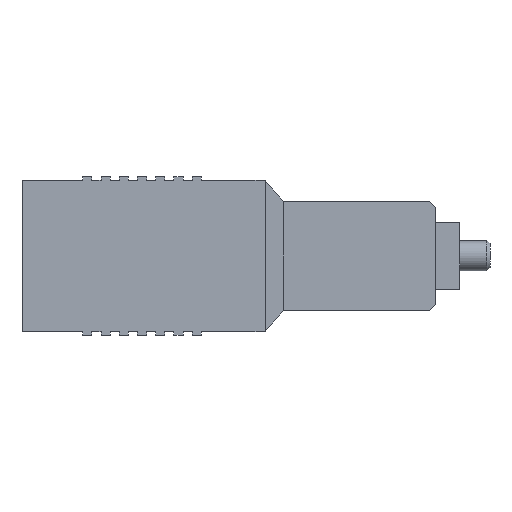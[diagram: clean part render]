
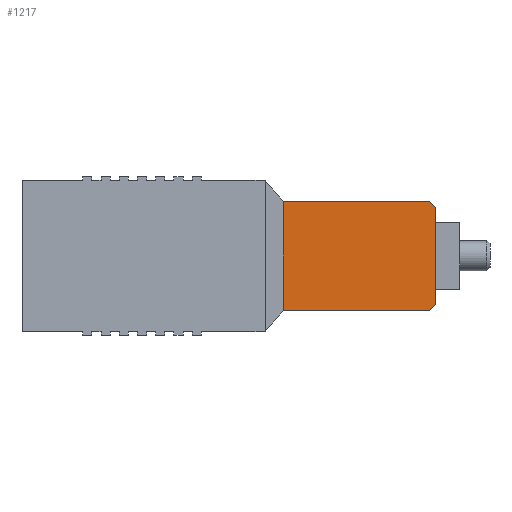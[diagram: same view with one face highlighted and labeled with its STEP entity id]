
A CAD part, front view. The second image highlights one B-rep face of the part: STEP entity #1217.
In plain terms, the highlighted planar face has unit normal (0, -1, 0).
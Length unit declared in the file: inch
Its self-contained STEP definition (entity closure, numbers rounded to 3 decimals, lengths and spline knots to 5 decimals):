
#452 = PLANE ( 'NONE',  #4772 ) ;
#474 = LINE ( 'NONE', #6887, #3809 ) ;
#668 = VERTEX_POINT ( 'NONE', #3415 ) ;
#877 = CARTESIAN_POINT ( 'NONE',  ( 0.06, 0.07151, -0.42849 ) ) ;
#990 = VERTEX_POINT ( 'NONE', #877 ) ;
#1197 = ORIENTED_EDGE ( 'NONE', *, *, #7198, .T. ) ;
#1217 = ADVANCED_FACE ( 'NONE', ( #7303 ), #452, .F. ) ;
#1328 = EDGE_LOOP ( 'NONE', ( #2886, #2400, #2338, #2913, #3574, #1197 ) ) ;
#1359 = VECTOR ( 'NONE', #6982, 39.37008 ) ;
#1567 = VERTEX_POINT ( 'NONE', #1766 ) ;
#1582 = DIRECTION ( 'NONE',  ( 0., 1., 0. ) ) ;
#1592 = EDGE_CURVE ( 'NONE', #1567, #668, #474, .T. ) ;
#1629 = DIRECTION ( 'NONE',  ( 0., 0., -1. ) ) ;
#1654 = VERTEX_POINT ( 'NONE', #5299 ) ;
#1766 = CARTESIAN_POINT ( 'NONE',  ( 0.56, 0.07151, -0.09151 ) ) ;
#1959 = VECTOR ( 'NONE', #5845, 39.37008 ) ;
#2338 = ORIENTED_EDGE ( 'NONE', *, *, #5618, .F. ) ;
#2400 = ORIENTED_EDGE ( 'NONE', *, *, #2408, .T. ) ;
#2408 = EDGE_CURVE ( 'NONE', #5266, #6760, #5900, .T. ) ;
#2722 = DIRECTION ( 'NONE',  ( 0., 0., 1. ) ) ;
#2886 = ORIENTED_EDGE ( 'NONE', *, *, #6810, .F. ) ;
#2897 = DIRECTION ( 'NONE',  ( -0.707, 0., 0.707 ) ) ;
#2913 = ORIENTED_EDGE ( 'NONE', *, *, #1592, .T. ) ;
#2927 = CARTESIAN_POINT ( 'NONE',  ( 0.56, 0.07151, -0.07151 ) ) ;
#3041 = CARTESIAN_POINT ( 'NONE',  ( 0.54, 0.07151, -0.42849 ) ) ;
#3064 = DIRECTION ( 'NONE',  ( -1., 0., 0. ) ) ;
#3415 = CARTESIAN_POINT ( 'NONE',  ( 0.54, 0.07151, -0.07151 ) ) ;
#3498 = CARTESIAN_POINT ( 'NONE',  ( 0.56, 0.07151, -0.07151 ) ) ;
#3560 = CARTESIAN_POINT ( 'NONE',  ( 0.56, 0.07151, -0.42849 ) ) ;
#3574 = ORIENTED_EDGE ( 'NONE', *, *, #5488, .T. ) ;
#3809 = VECTOR ( 'NONE', #2897, 39.37008 ) ;
#4093 = VECTOR ( 'NONE', #5769, 39.37008 ) ;
#4483 = CARTESIAN_POINT ( 'NONE',  ( 0.56, 0.07151, -0.07151 ) ) ;
#4518 = LINE ( 'NONE', #4483, #4802 ) ;
#4660 = VECTOR ( 'NONE', #3064, 39.37008 ) ;
#4772 = AXIS2_PLACEMENT_3D ( 'NONE', #2927, #1582, #2722 ) ;
#4802 = VECTOR ( 'NONE', #1629, 39.37008 ) ;
#5217 = CARTESIAN_POINT ( 'NONE',  ( 0.56, 0.07151, -0.40849 ) ) ;
#5250 = CARTESIAN_POINT ( 'NONE',  ( 0.56, 0.07151, -0.40849 ) ) ;
#5266 = VERTEX_POINT ( 'NONE', #3041 ) ;
#5299 = CARTESIAN_POINT ( 'NONE',  ( 0.06, 0.07151, -0.07151 ) ) ;
#5488 = EDGE_CURVE ( 'NONE', #668, #1654, #6779, .T. ) ;
#5618 = EDGE_CURVE ( 'NONE', #1567, #6760, #4518, .T. ) ;
#5769 = DIRECTION ( 'NONE',  ( -1., 0., 0. ) ) ;
#5845 = DIRECTION ( 'NONE',  ( 0., 0., -1. ) ) ;
#5900 = LINE ( 'NONE', #5217, #1359 ) ;
#6155 = LINE ( 'NONE', #6352, #1959 ) ;
#6271 = LINE ( 'NONE', #3560, #4660 ) ;
#6352 = CARTESIAN_POINT ( 'NONE',  ( 0.06, 0.07151, 0. ) ) ;
#6760 = VERTEX_POINT ( 'NONE', #5250 ) ;
#6779 = LINE ( 'NONE', #3498, #4093 ) ;
#6810 = EDGE_CURVE ( 'NONE', #5266, #990, #6271, .T. ) ;
#6887 = CARTESIAN_POINT ( 'NONE',  ( 0.56, 0.07151, -0.09151 ) ) ;
#6982 = DIRECTION ( 'NONE',  ( 0.707, 0., 0.707 ) ) ;
#7198 = EDGE_CURVE ( 'NONE', #1654, #990, #6155, .T. ) ;
#7303 = FACE_OUTER_BOUND ( 'NONE', #1328, .T. ) ;
